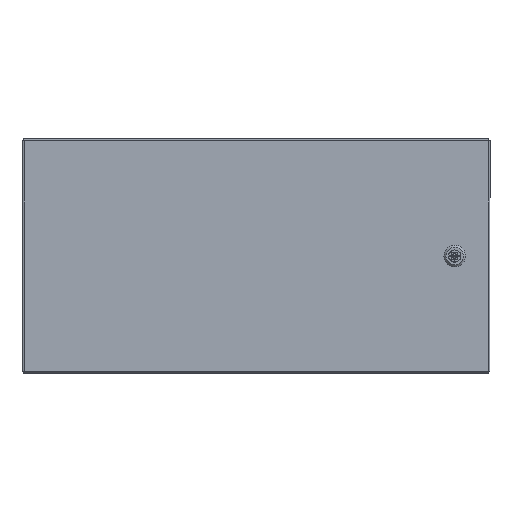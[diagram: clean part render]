
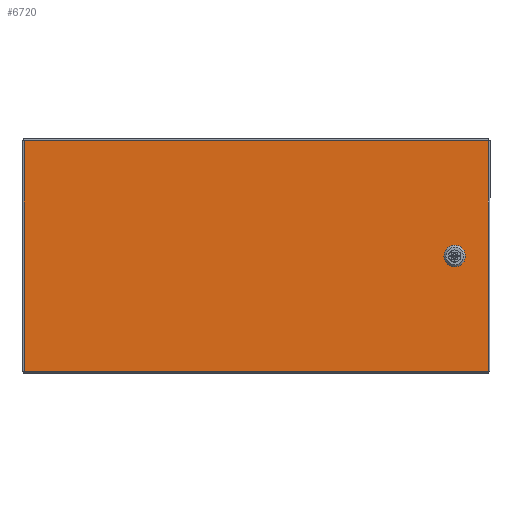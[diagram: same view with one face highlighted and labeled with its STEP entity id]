
A CAD part, front view. The second image highlights one B-rep face of the part: STEP entity #6720.
In plain terms, the highlighted planar face has unit normal (0, -1, 0).
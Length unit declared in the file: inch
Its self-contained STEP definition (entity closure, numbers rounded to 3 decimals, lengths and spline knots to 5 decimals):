
#7 = LINE ( 'NONE', #13634, #1768 ) ;
#112 = DIRECTION ( 'NONE',  ( -1., 0., 0. ) ) ;
#447 = VECTOR ( 'NONE', #16048, 39.37008 ) ;
#702 = LINE ( 'NONE', #4279, #21032 ) ;
#1550 = FACE_BOUND ( 'NONE', #3787, .T. ) ;
#1636 = ORIENTED_EDGE ( 'NONE', *, *, #19474, .T. ) ;
#1661 = VERTEX_POINT ( 'NONE', #20696 ) ;
#1750 = CARTESIAN_POINT ( 'NONE',  ( 9.7955, -6.822, 0.2305 ) ) ;
#1768 = VECTOR ( 'NONE', #112, 39.37008 ) ;
#1873 = DIRECTION ( 'NONE',  ( 1., 0., 0. ) ) ;
#2993 = ORIENTED_EDGE ( 'NONE', *, *, #16331, .T. ) ;
#3113 = EDGE_CURVE ( 'NONE', #4625, #21373, #4662, .T. ) ;
#3648 = VERTEX_POINT ( 'NONE', #4529 ) ;
#3758 = VERTEX_POINT ( 'NONE', #8196 ) ;
#3787 = EDGE_LOOP ( 'NONE', ( #16161, #11184, #2993, #1636, #13356, #11610, #4111, #8250 ) ) ;
#4043 = CARTESIAN_POINT ( 'NONE',  ( 11.901, -6.822, -5.899 ) ) ;
#4110 = DIRECTION ( 'NONE',  ( 0., 0., -1. ) ) ;
#4111 = ORIENTED_EDGE ( 'NONE', *, *, #17621, .T. ) ;
#4202 = EDGE_CURVE ( 'NONE', #18372, #3648, #10436, .T. ) ;
#4204 = LINE ( 'NONE', #15794, #8522 ) ;
#4229 = ORIENTED_EDGE ( 'NONE', *, *, #17449, .T. ) ;
#4279 = CARTESIAN_POINT ( 'NONE',  ( 10.5865, -6.822, -0.2315 ) ) ;
#4529 = CARTESIAN_POINT ( 'NONE',  ( 11.901, -6.822, 5.898 ) ) ;
#4625 = VERTEX_POINT ( 'NONE', #1750 ) ;
#4662 = LINE ( 'NONE', #11375, #16553 ) ;
#4878 = CARTESIAN_POINT ( 'NONE',  ( 9.7955, -6.822, 0.2305 ) ) ;
#5066 = VERTEX_POINT ( 'NONE', #18260 ) ;
#5282 = CARTESIAN_POINT ( 'NONE',  ( 9.96, -6.822, -0.396 ) ) ;
#5693 = DIRECTION ( 'NONE',  ( -0.707, 0., -0.707 ) ) ;
#5710 = CARTESIAN_POINT ( 'NONE',  ( 9.96, -6.822, 0.395 ) ) ;
#5797 = DIRECTION ( 'NONE',  ( 0.707, 0., -0.707 ) ) ;
#5850 = DIRECTION ( 'NONE',  ( -1., 0., 0. ) ) ;
#5907 = VERTEX_POINT ( 'NONE', #5282 ) ;
#6226 = DIRECTION ( 'NONE',  ( -0.707, 0., 0.707 ) ) ;
#6329 = DIRECTION ( 'NONE',  ( 0., 0., -1. ) ) ;
#6359 = AXIS2_PLACEMENT_3D ( 'NONE', #8057, #14875, #6329 ) ;
#6692 = EDGE_CURVE ( 'NONE', #5907, #15925, #17691, .T. ) ;
#6720 = ADVANCED_FACE ( 'NONE', ( #13358, #1550 ), #16602, .T. ) ;
#7205 = LINE ( 'NONE', #14133, #7702 ) ;
#7569 = ORIENTED_EDGE ( 'NONE', *, *, #4202, .T. ) ;
#7579 = LINE ( 'NONE', #20336, #11454 ) ;
#7702 = VECTOR ( 'NONE', #5797, 39.37008 ) ;
#8057 = CARTESIAN_POINT ( 'NONE',  ( -11.896, -6.822, -5.899 ) ) ;
#8196 = CARTESIAN_POINT ( 'NONE',  ( 10.422, -6.822, -0.396 ) ) ;
#8250 = ORIENTED_EDGE ( 'NONE', *, *, #6692, .T. ) ;
#8522 = VECTOR ( 'NONE', #17306, 39.37008 ) ;
#8777 = VERTEX_POINT ( 'NONE', #19253 ) ;
#9329 = VECTOR ( 'NONE', #16824, 39.37008 ) ;
#9546 = DIRECTION ( 'NONE',  ( 0.707, 0., 0.707 ) ) ;
#9760 = CARTESIAN_POINT ( 'NONE',  ( -11.896, -6.822, -5.899 ) ) ;
#9790 = VECTOR ( 'NONE', #17767, 39.37008 ) ;
#9818 = VECTOR ( 'NONE', #1873, 39.37008 ) ;
#9910 = EDGE_CURVE ( 'NONE', #1661, #21149, #4204, .T. ) ;
#10436 = LINE ( 'NONE', #4043, #9329 ) ;
#11069 = LINE ( 'NONE', #17664, #447 ) ;
#11184 = ORIENTED_EDGE ( 'NONE', *, *, #3113, .T. ) ;
#11375 = CARTESIAN_POINT ( 'NONE',  ( 9.96, -6.822, 0.395 ) ) ;
#11454 = VECTOR ( 'NONE', #4110, 39.37008 ) ;
#11610 = ORIENTED_EDGE ( 'NONE', *, *, #12158, .T. ) ;
#12158 = EDGE_CURVE ( 'NONE', #5066, #3758, #702, .T. ) ;
#12283 = CARTESIAN_POINT ( 'NONE',  ( 9.7955, -6.822, -0.2315 ) ) ;
#13356 = ORIENTED_EDGE ( 'NONE', *, *, #17466, .T. ) ;
#13358 = FACE_OUTER_BOUND ( 'NONE', #19118, .T. ) ;
#13388 = ORIENTED_EDGE ( 'NONE', *, *, #20550, .T. ) ;
#13634 = CARTESIAN_POINT ( 'NONE',  ( 9.96, -6.822, -0.396 ) ) ;
#13635 = CARTESIAN_POINT ( 'NONE',  ( 10.5865, -6.822, 0.2305 ) ) ;
#14071 = LINE ( 'NONE', #20665, #19747 ) ;
#14133 = CARTESIAN_POINT ( 'NONE',  ( 10.422, -6.822, 0.395 ) ) ;
#14311 = VECTOR ( 'NONE', #6226, 39.37008 ) ;
#14735 = LINE ( 'NONE', #4878, #9790 ) ;
#14875 = DIRECTION ( 'NONE',  ( 0., -1., 0. ) ) ;
#15189 = CARTESIAN_POINT ( 'NONE',  ( -11.896, -6.822, -5.899 ) ) ;
#15794 = CARTESIAN_POINT ( 'NONE',  ( -11.896, -6.822, -5.899 ) ) ;
#15925 = VERTEX_POINT ( 'NONE', #12283 ) ;
#16048 = DIRECTION ( 'NONE',  ( 1., 0., 0. ) ) ;
#16161 = ORIENTED_EDGE ( 'NONE', *, *, #16264, .T. ) ;
#16264 = EDGE_CURVE ( 'NONE', #15925, #4625, #14735, .T. ) ;
#16331 = EDGE_CURVE ( 'NONE', #21373, #8777, #11069, .T. ) ;
#16371 = VERTEX_POINT ( 'NONE', #13635 ) ;
#16553 = VECTOR ( 'NONE', #9546, 39.37008 ) ;
#16602 = PLANE ( 'NONE',  #6359 ) ;
#16604 = LINE ( 'NONE', #15189, #9818 ) ;
#16824 = DIRECTION ( 'NONE',  ( 0., 0., 1. ) ) ;
#17306 = DIRECTION ( 'NONE',  ( 0., 0., -1. ) ) ;
#17449 = EDGE_CURVE ( 'NONE', #3648, #1661, #14071, .T. ) ;
#17466 = EDGE_CURVE ( 'NONE', #16371, #5066, #7579, .T. ) ;
#17621 = EDGE_CURVE ( 'NONE', #3758, #5907, #7, .T. ) ;
#17664 = CARTESIAN_POINT ( 'NONE',  ( 10.422, -6.822, 0.395 ) ) ;
#17691 = LINE ( 'NONE', #21053, #14311 ) ;
#17767 = DIRECTION ( 'NONE',  ( 0., 0., 1. ) ) ;
#18260 = CARTESIAN_POINT ( 'NONE',  ( 10.5865, -6.822, -0.2315 ) ) ;
#18372 = VERTEX_POINT ( 'NONE', #19665 ) ;
#19118 = EDGE_LOOP ( 'NONE', ( #7569, #4229, #19382, #13388 ) ) ;
#19253 = CARTESIAN_POINT ( 'NONE',  ( 10.422, -6.822, 0.395 ) ) ;
#19382 = ORIENTED_EDGE ( 'NONE', *, *, #9910, .T. ) ;
#19474 = EDGE_CURVE ( 'NONE', #8777, #16371, #7205, .T. ) ;
#19665 = CARTESIAN_POINT ( 'NONE',  ( 11.901, -6.822, -5.899 ) ) ;
#19747 = VECTOR ( 'NONE', #5850, 39.37008 ) ;
#20336 = CARTESIAN_POINT ( 'NONE',  ( 10.5865, -6.822, -0.2315 ) ) ;
#20550 = EDGE_CURVE ( 'NONE', #21149, #18372, #16604, .T. ) ;
#20665 = CARTESIAN_POINT ( 'NONE',  ( -11.896, -6.822, 5.898 ) ) ;
#20696 = CARTESIAN_POINT ( 'NONE',  ( -11.896, -6.822, 5.898 ) ) ;
#21032 = VECTOR ( 'NONE', #5693, 39.37008 ) ;
#21053 = CARTESIAN_POINT ( 'NONE',  ( 9.7955, -6.822, -0.2315 ) ) ;
#21149 = VERTEX_POINT ( 'NONE', #9760 ) ;
#21373 = VERTEX_POINT ( 'NONE', #5710 ) ;
